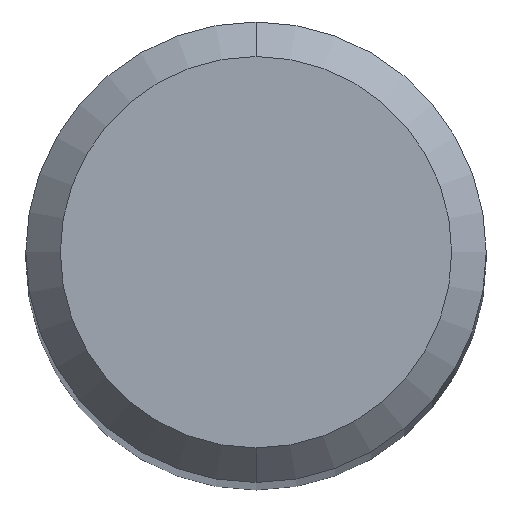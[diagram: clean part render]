
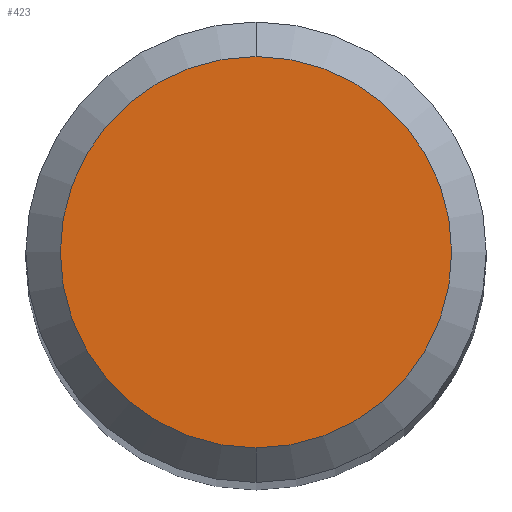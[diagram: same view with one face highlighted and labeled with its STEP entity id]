
A CAD part, top view. The second image highlights one B-rep face of the part: STEP entity #423.
In plain terms, the highlighted planar face has unit normal (0, 0, 1).
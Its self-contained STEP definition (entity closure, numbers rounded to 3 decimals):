
#391=EDGE_CURVE('',#771,#599,#1074,.T.);
#423=ADVANCED_FACE('',(#1109),#1110,.T.);
#599=VERTEX_POINT('',#1297);
#771=VERTEX_POINT('',#1490);
#983=EDGE_CURVE('',#599,#771,#1718,.T.);
#1074=CIRCLE('',#1934,1.7);
#1109=FACE_OUTER_BOUND('',#2078,.T.);
#1110=PLANE('',#2079);
#1297=CARTESIAN_POINT('',(0.0,1.7,0.0));
#1490=CARTESIAN_POINT('',(0.,-1.7,0.0));
#1718=CIRCLE('',#4955,1.7);
#1934=AXIS2_PLACEMENT_3D('',#5177,#5178,#5179);
#2078=EDGE_LOOP('',(#5232,#5233));
#2079=AXIS2_PLACEMENT_3D('',#5234,#5235,#5236);
#4955=AXIS2_PLACEMENT_3D('',#5783,#5784,#5785);
#5177=CARTESIAN_POINT('',(0.0,0.0,0.0));
#5178=DIRECTION('',(0.0,0.0,-1.0));
#5179=DIRECTION('',(0.0,1.0,0.0));
#5232=ORIENTED_EDGE('',*,*,#983,.F.);
#5233=ORIENTED_EDGE('',*,*,#391,.F.);
#5234=CARTESIAN_POINT('',(0.0,0.85,0.0));
#5235=DIRECTION('',(-0.0,0.0,1.0));
#5236=DIRECTION('',(0.0,-1.0,0.0));
#5783=CARTESIAN_POINT('',(0.0,0.0,0.0));
#5784=DIRECTION('',(0.0,0.0,-1.0));
#5785=DIRECTION('',(0.0,1.0,0.0));
